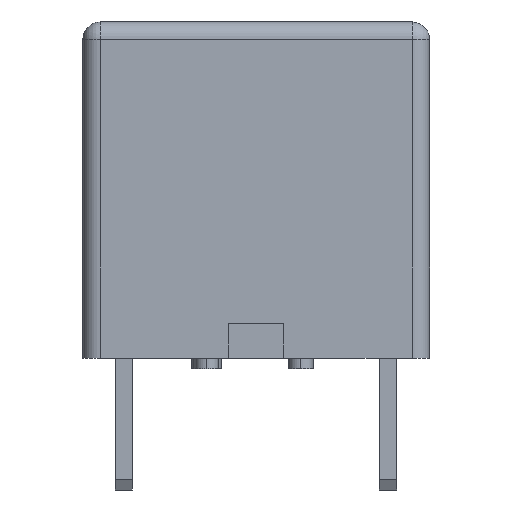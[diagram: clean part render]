
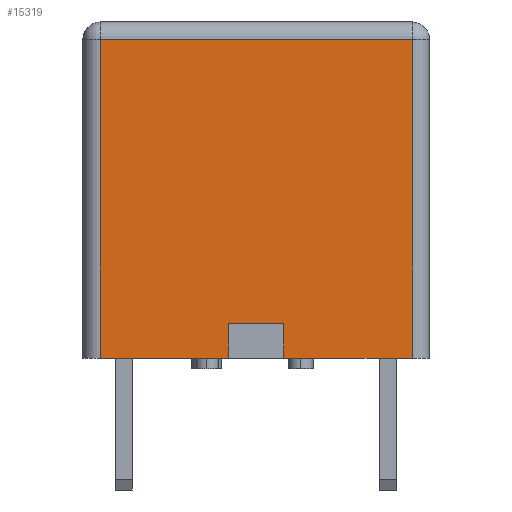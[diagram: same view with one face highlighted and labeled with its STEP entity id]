
A CAD part, left-side view. The second image highlights one B-rep face of the part: STEP entity #15319.
In plain terms, the highlighted planar face has unit normal (-1, 0, 0).
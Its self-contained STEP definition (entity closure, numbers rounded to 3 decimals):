
#105 = LINE ( 'NONE', #5911, #14761 ) ;
#108 = DIRECTION ( 'NONE',  ( 0., -1., 0. ) ) ;
#366 = EDGE_LOOP ( 'NONE', ( #9909, #13174, #14184, #12805, #14807, #8798, #6087, #13799 ) ) ;
#813 = VECTOR ( 'NONE', #7064, 1000. ) ;
#1067 = LINE ( 'NONE', #14406, #1604 ) ;
#1273 = CARTESIAN_POINT ( 'NONE',  ( -10., 5., 9.7 ) ) ;
#1438 = DIRECTION ( 'NONE',  ( 0., 0., 1. ) ) ;
#1604 = VECTOR ( 'NONE', #108, 1000. ) ;
#2225 = CARTESIAN_POINT ( 'NONE',  ( -10., 0.794, 1. ) ) ;
#2438 = LINE ( 'NONE', #15635, #12157 ) ;
#3029 = EDGE_CURVE ( 'NONE', #4484, #15567, #7293, .T. ) ;
#3235 = LINE ( 'NONE', #9320, #13834 ) ;
#3412 = CARTESIAN_POINT ( 'NONE',  ( -10., -0.794, 0. ) ) ;
#3457 = VECTOR ( 'NONE', #13224, 1000. ) ;
#4456 = VECTOR ( 'NONE', #1438, 1000. ) ;
#4484 = VERTEX_POINT ( 'NONE', #11884 ) ;
#4744 = DIRECTION ( 'NONE',  ( 0., 0., -1. ) ) ;
#4952 = DIRECTION ( 'NONE',  ( 1., 0., 0. ) ) ;
#5811 = EDGE_CURVE ( 'NONE', #14908, #8921, #9908, .T. ) ;
#5911 = CARTESIAN_POINT ( 'NONE',  ( -10., 4.5, 9.7 ) ) ;
#6087 = ORIENTED_EDGE ( 'NONE', *, *, #13239, .T. ) ;
#6199 = CARTESIAN_POINT ( 'NONE',  ( -10., 0.794, 1. ) ) ;
#6206 = VERTEX_POINT ( 'NONE', #12879 ) ;
#6437 = CARTESIAN_POINT ( 'NONE',  ( -10., 4.5, 9.2 ) ) ;
#6870 = DIRECTION ( 'NONE',  ( 0., -1., 0. ) ) ;
#7064 = DIRECTION ( 'NONE',  ( 0., 0., -1. ) ) ;
#7293 = LINE ( 'NONE', #10658, #3457 ) ;
#7548 = EDGE_CURVE ( 'NONE', #15567, #14908, #3235, .T. ) ;
#8008 = EDGE_CURVE ( 'NONE', #13695, #10826, #13074, .T. ) ;
#8752 = PLANE ( 'NONE',  #10886 ) ;
#8798 = ORIENTED_EDGE ( 'NONE', *, *, #8008, .F. ) ;
#8921 = VERTEX_POINT ( 'NONE', #13734 ) ;
#9090 = LINE ( 'NONE', #13926, #9190 ) ;
#9190 = VECTOR ( 'NONE', #15371, 1000. ) ;
#9320 = CARTESIAN_POINT ( 'NONE',  ( -10., 5., 0. ) ) ;
#9377 = VERTEX_POINT ( 'NONE', #6437 ) ;
#9908 = LINE ( 'NONE', #12196, #4456 ) ;
#9909 = ORIENTED_EDGE ( 'NONE', *, *, #7548, .T. ) ;
#10388 = EDGE_CURVE ( 'NONE', #8921, #9377, #2438, .T. ) ;
#10658 = CARTESIAN_POINT ( 'NONE',  ( -10., -0.794, 1. ) ) ;
#10826 = VERTEX_POINT ( 'NONE', #13921 ) ;
#10886 = AXIS2_PLACEMENT_3D ( 'NONE', #1273, #4952, #14697 ) ;
#10972 = DIRECTION ( 'NONE',  ( 0., 1., 0. ) ) ;
#11299 = CARTESIAN_POINT ( 'NONE',  ( -10., -4.5, 0. ) ) ;
#11884 = CARTESIAN_POINT ( 'NONE',  ( -10., -0.794, 1. ) ) ;
#11897 = EDGE_CURVE ( 'NONE', #6206, #10826, #9090, .T. ) ;
#12157 = VECTOR ( 'NONE', #10972, 1000. ) ;
#12196 = CARTESIAN_POINT ( 'NONE',  ( -10., -4.5, 9.7 ) ) ;
#12434 = EDGE_CURVE ( 'NONE', #9377, #6206, #105, .T. ) ;
#12805 = ORIENTED_EDGE ( 'NONE', *, *, #12434, .T. ) ;
#12879 = CARTESIAN_POINT ( 'NONE',  ( -10., 4.5, 0. ) ) ;
#13074 = LINE ( 'NONE', #2225, #813 ) ;
#13174 = ORIENTED_EDGE ( 'NONE', *, *, #5811, .T. ) ;
#13224 = DIRECTION ( 'NONE',  ( 0., 0., -1. ) ) ;
#13239 = EDGE_CURVE ( 'NONE', #13695, #4484, #1067, .T. ) ;
#13695 = VERTEX_POINT ( 'NONE', #6199 ) ;
#13734 = CARTESIAN_POINT ( 'NONE',  ( -10., -4.5, 9.2 ) ) ;
#13799 = ORIENTED_EDGE ( 'NONE', *, *, #3029, .T. ) ;
#13834 = VECTOR ( 'NONE', #6870, 1000. ) ;
#13921 = CARTESIAN_POINT ( 'NONE',  ( -10., 0.794, 0. ) ) ;
#13926 = CARTESIAN_POINT ( 'NONE',  ( -10., 5., 0. ) ) ;
#14184 = ORIENTED_EDGE ( 'NONE', *, *, #10388, .T. ) ;
#14406 = CARTESIAN_POINT ( 'NONE',  ( -10., -0.794, 1. ) ) ;
#14697 = DIRECTION ( 'NONE',  ( 0., 0., -1. ) ) ;
#14761 = VECTOR ( 'NONE', #4744, 1000. ) ;
#14779 = FACE_OUTER_BOUND ( 'NONE', #366, .T. ) ;
#14807 = ORIENTED_EDGE ( 'NONE', *, *, #11897, .T. ) ;
#14908 = VERTEX_POINT ( 'NONE', #11299 ) ;
#15319 = ADVANCED_FACE ( 'NONE', ( #14779 ), #8752, .F. ) ;
#15371 = DIRECTION ( 'NONE',  ( 0., -1., 0. ) ) ;
#15567 = VERTEX_POINT ( 'NONE', #3412 ) ;
#15635 = CARTESIAN_POINT ( 'NONE',  ( -10., 5., 9.2 ) ) ;
